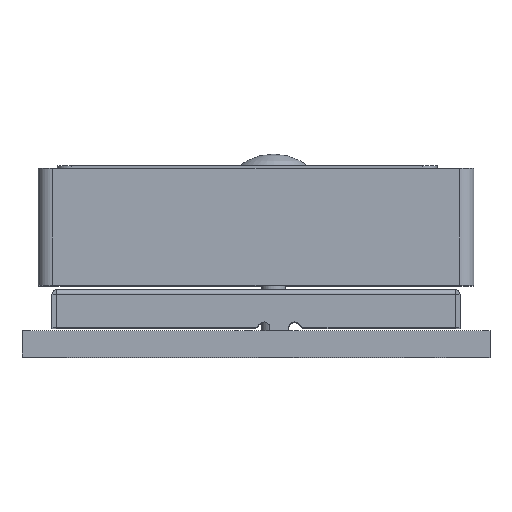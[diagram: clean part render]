
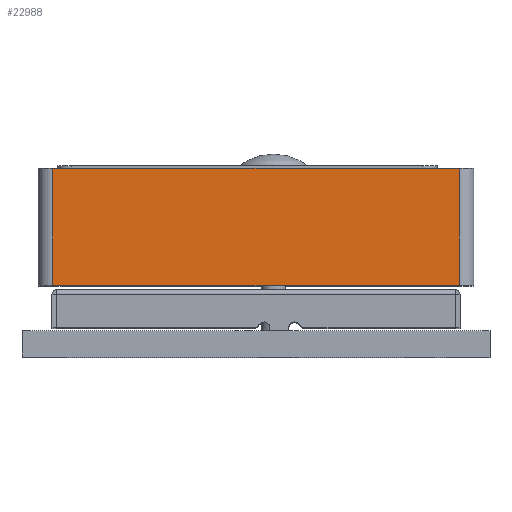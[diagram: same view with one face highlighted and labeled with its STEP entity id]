
A CAD part, top view. The second image highlights one B-rep face of the part: STEP entity #22988.
In plain terms, the highlighted planar face has unit normal (0, 0, 1).
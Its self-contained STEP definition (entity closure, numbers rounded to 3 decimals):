
#638=FACE_OUTER_BOUND('',#1891,.T.);
#1891=EDGE_LOOP('',(#15705,#15706,#15707,#15708));
#3364=LINE('',#31943,#6534);
#3369=LINE('',#31961,#6539);
#3375=LINE('',#31976,#6545);
#3376=LINE('',#31980,#6546);
#6534=VECTOR('',#26143,13.9);
#6539=VECTOR('',#26158,4.);
#6545=VECTOR('',#26170,13.9);
#6546=VECTOR('',#26175,4.);
#9626=VERTEX_POINT('',#31940);
#9627=VERTEX_POINT('',#31942);
#9634=VERTEX_POINT('',#31958);
#9641=VERTEX_POINT('',#31974);
#11942=EDGE_CURVE('',#9626,#9627,#3364,.T.);
#11951=EDGE_CURVE('',#9626,#9634,#3369,.T.);
#11959=EDGE_CURVE('',#9634,#9641,#3375,.T.);
#11961=EDGE_CURVE('',#9627,#9641,#3376,.T.);
#15705=ORIENTED_EDGE('',*,*,#11951,.T.);
#15706=ORIENTED_EDGE('',*,*,#11959,.T.);
#15707=ORIENTED_EDGE('',*,*,#11961,.F.);
#15708=ORIENTED_EDGE('',*,*,#11942,.F.);
#21799=PLANE('',#24319);
#22988=ADVANCED_FACE('',(#638),#21799,.T.);
#24319=AXIS2_PLACEMENT_3D('',#31979,#26173,#26174);
#26143=DIRECTION('',(1.,0.,0.));
#26158=DIRECTION('',(0.,-1.,0.));
#26170=DIRECTION('',(1.,0.,0.));
#26173=DIRECTION('center_axis',(0.,0.,1.));
#26174=DIRECTION('ref_axis',(1.,0.,0.));
#26175=DIRECTION('',(0.,-1.,0.));
#31940=CARTESIAN_POINT('',(-6.95,4.15,7.475));
#31942=CARTESIAN_POINT('',(6.95,4.15,7.475));
#31943=CARTESIAN_POINT('',(-6.95,4.15,7.475));
#31958=CARTESIAN_POINT('',(-6.95,0.15,7.475));
#31961=CARTESIAN_POINT('',(-6.95,4.15,7.475));
#31974=CARTESIAN_POINT('',(6.95,0.15,7.475));
#31976=CARTESIAN_POINT('',(-6.95,0.15,7.475));
#31979=CARTESIAN_POINT('Origin',(-7.45,4.15,7.475));
#31980=CARTESIAN_POINT('',(6.95,4.15,7.475));
